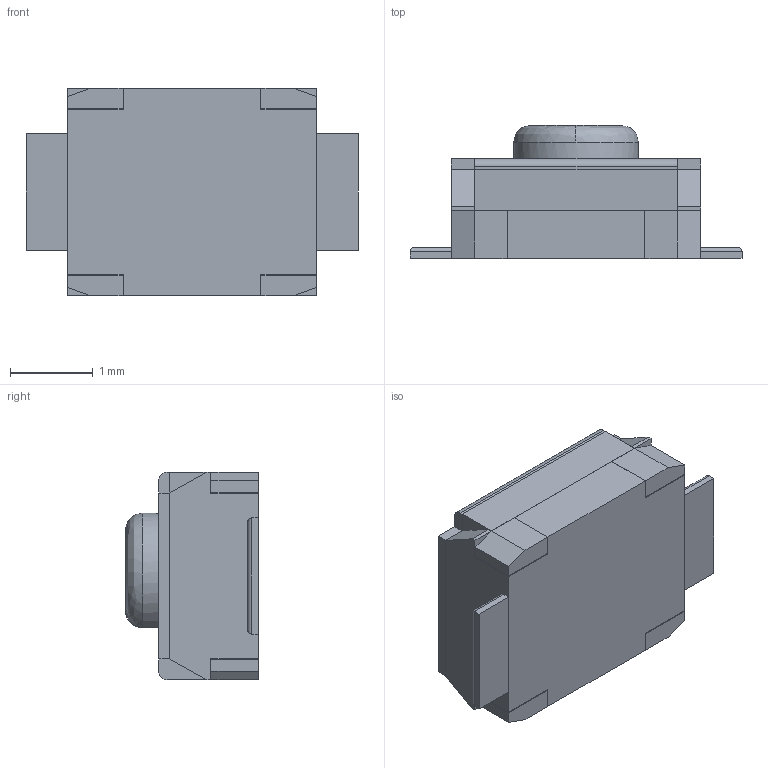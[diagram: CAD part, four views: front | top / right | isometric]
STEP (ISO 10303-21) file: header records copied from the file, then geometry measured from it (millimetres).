
FILE_DESCRIPTION (( 'STEP AP214' ), '1' );
FILE_NAME ('User Library-OMRON B3U1000P.STEP', '2020-04-06T12:06:58', ( '' ), ( '' ), 'SwSTEP 2.0', 'SolidWorks 2019', '' );
FILE_SCHEMA (( 'AUTOMOTIVE_DESIGN' ));
Length unit declared in the file: millimetre
Products named in the file (1): User Library-OMRON B3U1000P
Bounding box: 4 x 1.6 x 2.5 mm (x, y, z)
Volume: 9.8 mm3; surface area: 55 mm2
Topology: 7 solids, 7 shells, 108 faces, 269 edges, 176 vertices
Faces by surface type: plane 94, cylinder 12, bspline 2
Entity records: 3775 total; most frequent: CARTESIAN_POINT 612, ORIENTED_EDGE 538, DIRECTION 491, EDGE_CURVE 269, LINE 245, VECTOR 245, VERTEX_POINT 176, AXIS2_PLACEMENT_3D 123
